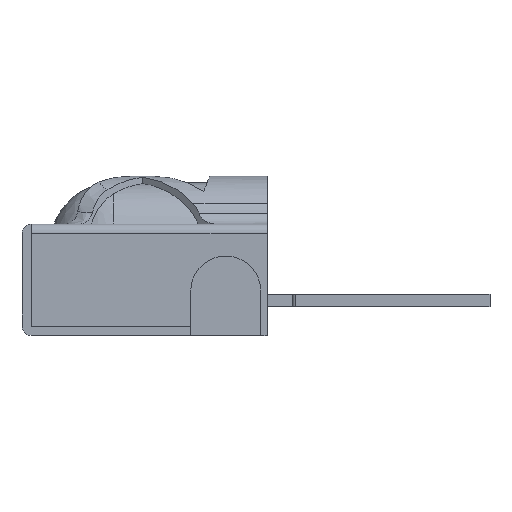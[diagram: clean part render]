
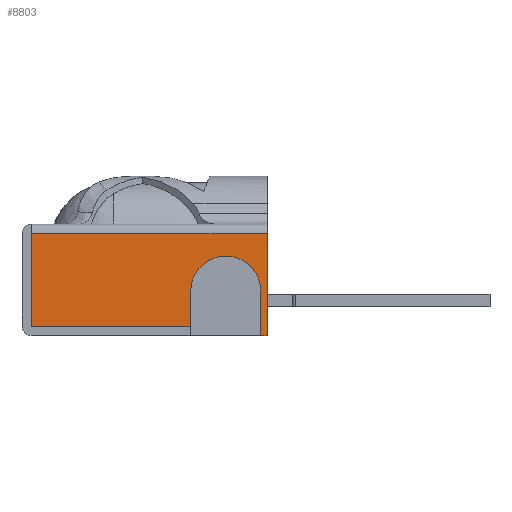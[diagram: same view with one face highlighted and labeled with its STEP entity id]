
A CAD part, left-side view. The second image highlights one B-rep face of the part: STEP entity #8803.
In plain terms, the highlighted planar face has unit normal (-1, 0, 0).
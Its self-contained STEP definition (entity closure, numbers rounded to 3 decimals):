
#202 = DIRECTION ( 'NONE',  ( 0., 0., -1. ) ) ;
#235 = DIRECTION ( 'NONE',  ( 0., -1., 0. ) ) ;
#417 = CARTESIAN_POINT ( 'NONE',  ( -3.05, -2.55, 1.4 ) ) ;
#467 = DIRECTION ( 'NONE',  ( 1., 0., 0. ) ) ;
#501 = CARTESIAN_POINT ( 'NONE',  ( -3.05, -1.45, 3.5 ) ) ;
#564 = EDGE_CURVE ( 'NONE', #2118, #9177, #821, .T. ) ;
#821 = LINE ( 'NONE', #6774, #3201 ) ;
#901 = CARTESIAN_POINT ( 'NONE',  ( -3.05, 3.55, 0.3 ) ) ;
#1076 = VERTEX_POINT ( 'NONE', #4936 ) ;
#1201 = CARTESIAN_POINT ( 'NONE',  ( -3.05, -1.45, 1.4 ) ) ;
#1403 = PLANE ( 'NONE',  #9405 ) ;
#1523 = DIRECTION ( 'NONE',  ( 0., 1., 0. ) ) ;
#1756 = ORIENTED_EDGE ( 'NONE', *, *, #3574, .F. ) ;
#1880 = EDGE_LOOP ( 'NONE', ( #8566, #3049, #9966, #10978, #5697, #8778, #1756, #10117 ) ) ;
#2118 = VERTEX_POINT ( 'NONE', #4602 ) ;
#2273 = CARTESIAN_POINT ( 'NONE',  ( -3.05, -1.874, 0.3 ) ) ;
#2333 = DIRECTION ( 'NONE',  ( 0., 1., 0. ) ) ;
#2635 = DIRECTION ( 'NONE',  ( 0., 0., -1. ) ) ;
#3025 = DIRECTION ( 'NONE',  ( 1., 0., 0. ) ) ;
#3049 = ORIENTED_EDGE ( 'NONE', *, *, #4233, .F. ) ;
#3176 = LINE ( 'NONE', #7991, #3452 ) ;
#3201 = VECTOR ( 'NONE', #1523, 1000. ) ;
#3347 = VERTEX_POINT ( 'NONE', #9374 ) ;
#3452 = VECTOR ( 'NONE', #2635, 1000. ) ;
#3574 = EDGE_CURVE ( 'NONE', #2118, #7324, #3176, .T. ) ;
#4233 = EDGE_CURVE ( 'NONE', #3347, #9250, #10199, .T. ) ;
#4462 = VECTOR ( 'NONE', #202, 1000. ) ;
#4602 = CARTESIAN_POINT ( 'NONE',  ( -3.05, -3.85, 3.2 ) ) ;
#4851 = LINE ( 'NONE', #6345, #5536 ) ;
#4936 = CARTESIAN_POINT ( 'NONE',  ( -3.05, -3.65, 1.4 ) ) ;
#5349 = CARTESIAN_POINT ( 'NONE',  ( -3.05, -3.65, 0. ) ) ;
#5386 = DIRECTION ( 'NONE',  ( 0., 0., -1. ) ) ;
#5536 = VECTOR ( 'NONE', #5386, 1000. ) ;
#5666 = EDGE_CURVE ( 'NONE', #6277, #1076, #11396, .T. ) ;
#5697 = ORIENTED_EDGE ( 'NONE', *, *, #11414, .T. ) ;
#6207 = CARTESIAN_POINT ( 'NONE',  ( -3.05, 3.85, 0. ) ) ;
#6277 = VERTEX_POINT ( 'NONE', #1201 ) ;
#6345 = CARTESIAN_POINT ( 'NONE',  ( -3.05, 3.55, 3.5 ) ) ;
#6633 = CARTESIAN_POINT ( 'NONE',  ( -3.05, 3.55, 3.2 ) ) ;
#6774 = CARTESIAN_POINT ( 'NONE',  ( -3.05, 3.85, 3.2 ) ) ;
#6858 = DIRECTION ( 'NONE',  ( 0., 0., 1. ) ) ;
#7324 = VERTEX_POINT ( 'NONE', #11160 ) ;
#7688 = AXIS2_PLACEMENT_3D ( 'NONE', #417, #3025, #2333 ) ;
#7813 = EDGE_CURVE ( 'NONE', #10379, #7324, #10892, .T. ) ;
#7905 = LINE ( 'NONE', #8808, #4462 ) ;
#7991 = CARTESIAN_POINT ( 'NONE',  ( -3.05, -3.85, 3.5 ) ) ;
#8313 = FACE_OUTER_BOUND ( 'NONE', #1880, .T. ) ;
#8566 = ORIENTED_EDGE ( 'NONE', *, *, #9031, .T. ) ;
#8778 = ORIENTED_EDGE ( 'NONE', *, *, #7813, .T. ) ;
#8803 = ADVANCED_FACE ( 'NONE', ( #8313 ), #1403, .F. ) ;
#8808 = CARTESIAN_POINT ( 'NONE',  ( -3.05, -3.65, 3.5 ) ) ;
#9031 = EDGE_CURVE ( 'NONE', #9177, #9250, #4851, .T. ) ;
#9087 = EDGE_CURVE ( 'NONE', #3347, #6277, #9402, .T. ) ;
#9177 = VERTEX_POINT ( 'NONE', #6633 ) ;
#9192 = DIRECTION ( 'NONE',  ( 0., 1., 0. ) ) ;
#9250 = VERTEX_POINT ( 'NONE', #901 ) ;
#9251 = CARTESIAN_POINT ( 'NONE',  ( -3.05, 3.85, 3.5 ) ) ;
#9374 = CARTESIAN_POINT ( 'NONE',  ( -3.05, -1.45, 0.3 ) ) ;
#9402 = LINE ( 'NONE', #501, #10878 ) ;
#9405 = AXIS2_PLACEMENT_3D ( 'NONE', #9251, #467, #9192 ) ;
#9966 = ORIENTED_EDGE ( 'NONE', *, *, #9087, .T. ) ;
#10117 = ORIENTED_EDGE ( 'NONE', *, *, #564, .T. ) ;
#10128 = VECTOR ( 'NONE', #235, 1000. ) ;
#10199 = LINE ( 'NONE', #2273, #11026 ) ;
#10379 = VERTEX_POINT ( 'NONE', #5349 ) ;
#10878 = VECTOR ( 'NONE', #6858, 1000. ) ;
#10892 = LINE ( 'NONE', #6207, #10128 ) ;
#10948 = DIRECTION ( 'NONE',  ( 0., 1., 0. ) ) ;
#10978 = ORIENTED_EDGE ( 'NONE', *, *, #5666, .T. ) ;
#11026 = VECTOR ( 'NONE', #10948, 1000. ) ;
#11160 = CARTESIAN_POINT ( 'NONE',  ( -3.05, -3.85, 0. ) ) ;
#11396 = CIRCLE ( 'NONE', #7688, 1.1 ) ;
#11414 = EDGE_CURVE ( 'NONE', #1076, #10379, #7905, .T. ) ;
